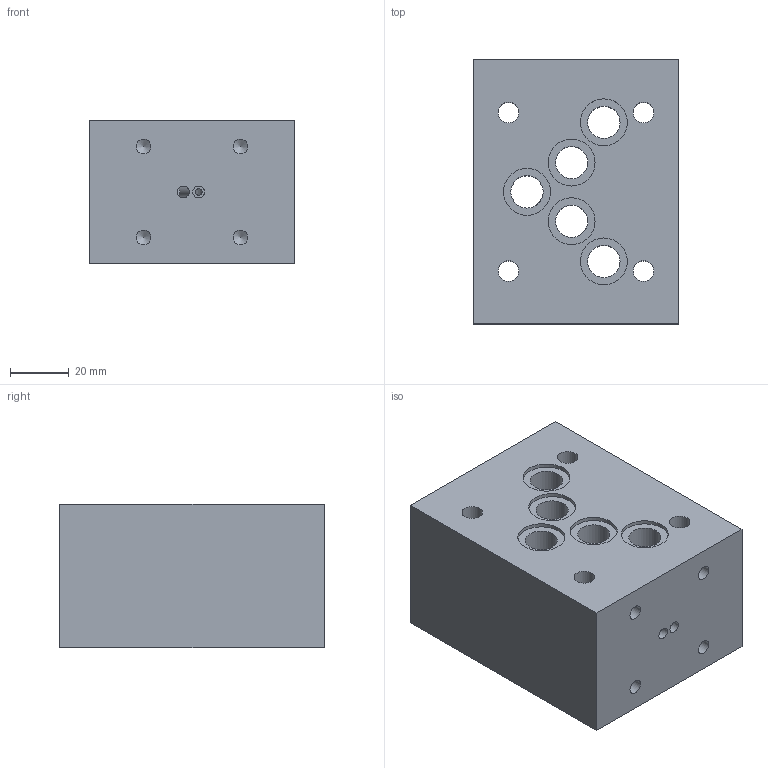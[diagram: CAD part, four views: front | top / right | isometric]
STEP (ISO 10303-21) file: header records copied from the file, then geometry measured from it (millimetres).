
FILE_DESCRIPTION(/* description */ (''),/* implementation_level */ '2;1');
FILE_NAME(/* name */ 'B10.stp',/* time_stamp */ '2019-11-06T09:39:35+01:00',/* author */ ('stefano'),/* organization */ (''),/* preprocessor_version */ 'ST-DEVELOPER v15.6',/* originating_system */ 'Autodesk Inventor 2015',/* authorisation */ '');
FILE_SCHEMA (('AUTOMOTIVE_DESIGN { 1 0 10303 214 3 1 1 }'));
Length unit declared in the file: millimetre
Products named in the file (1): B10
Bounding box: 70 x 90 x 49 mm (x, y, z)
Volume: 274437.9 mm3; surface area: 42379.7 mm2
Topology: 1 solids, 1 shells, 50 faces, 115 edges, 75 vertices
Faces by surface type: cylinder 28, plane 14, cone 8
Full cylindrical faces by diameter (mm): 2.3 x3, 4 x3, 5 x8, 7 x4, 11 x5, 16 x5
Entity records: 1326 total; most frequent: CARTESIAN_POINT 290, DIRECTION 220, ORIENTED_EDGE 136, EDGE_LOOP 118, AXIS2_PLACEMENT_3D 104, FACE_BOUND 68, EDGE_CURVE 68, VERTEX_POINT 64
